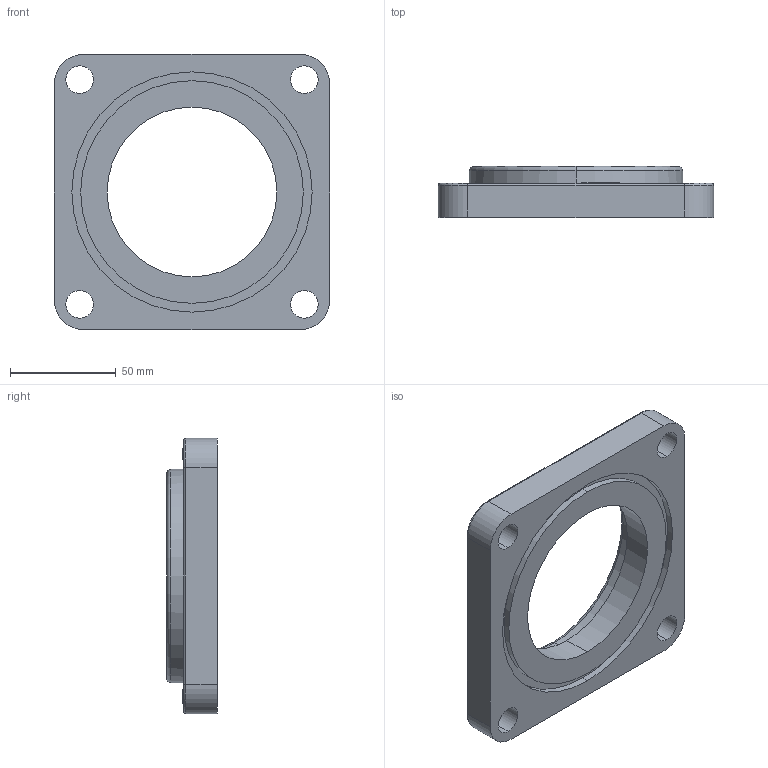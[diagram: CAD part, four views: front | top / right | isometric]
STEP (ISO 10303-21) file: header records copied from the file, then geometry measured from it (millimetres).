
FILE_DESCRIPTION (( 'STEP AP214' ), '1' );
FILE_NAME ('FL80V106_250077.STEP', '2012-09-24T10:43:40', ( 'Admin2' ), ( '' ), 'SwSTEP 2.0', 'SolidWorks 2010', '' );
FILE_SCHEMA (( 'AUTOMOTIVE_DESIGN' ));
Length unit declared in the file: millimetre
Products named in the file (1): FL80V106_250077
Bounding box: 130 x 24 x 130 mm (x, y, z)
Volume: 180962.1 mm3; surface area: 43167.1 mm2
Topology: 1 solids, 1 shells, 330 faces, 862 edges, 570 vertices
Faces by surface type: plane 180, bspline 114, cylinder 20, torus 10, cone 6
Entity records: 16348 total; most frequent: CARTESIAN_POINT 8893, ORIENTED_EDGE 1724, DIRECTION 1136, EDGE_CURVE 862, VERTEX_POINT 570, LINE 566, VECTOR 566, EDGE_LOOP 376
